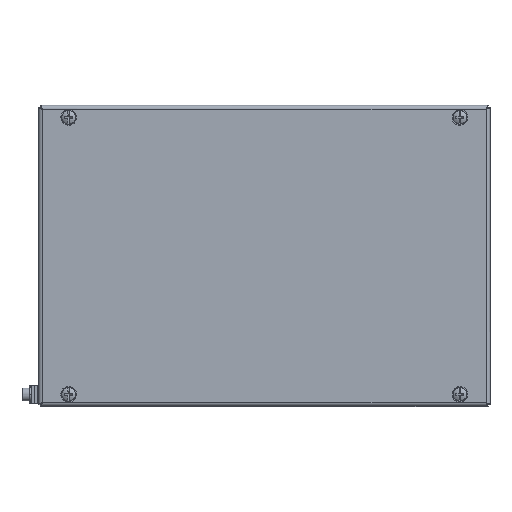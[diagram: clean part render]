
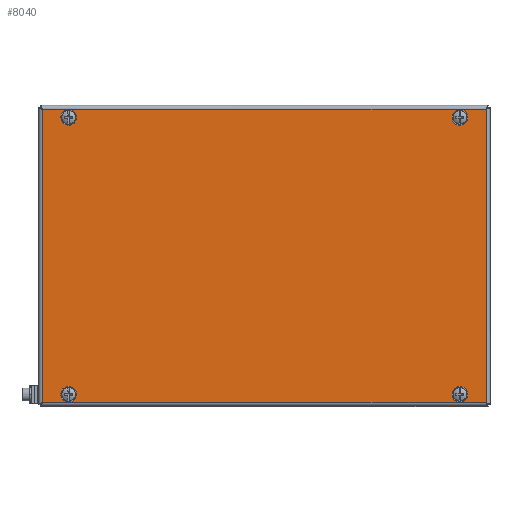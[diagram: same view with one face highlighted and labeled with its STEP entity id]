
A CAD part, top view. The second image highlights one B-rep face of the part: STEP entity #8040.
In plain terms, the highlighted face is planar.
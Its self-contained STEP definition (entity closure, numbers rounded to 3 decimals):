
#496=LINE('',#11946,#1099);
#497=LINE('',#11948,#1100);
#498=LINE('',#11950,#1101);
#499=LINE('',#11951,#1102);
#1099=VECTOR('',#9572,1000.);
#1100=VECTOR('',#9573,1000.);
#1101=VECTOR('',#9574,1000.);
#1102=VECTOR('',#9575,1000.);
#1766=PLANE('',#8634);
#2191=FACE_BOUND('',#2906,.T.);
#2192=FACE_BOUND('',#2907,.T.);
#2193=FACE_BOUND('',#2908,.T.);
#2194=FACE_BOUND('',#2909,.T.);
#2335=FACE_OUTER_BOUND('',#2905,.T.);
#2905=EDGE_LOOP('',(#5776,#5777,#5778,#5779));
#2906=EDGE_LOOP('',(#5780));
#2907=EDGE_LOOP('',(#5781));
#2908=EDGE_LOOP('',(#5782));
#2909=EDGE_LOOP('',(#5783));
#3580=CIRCLE('',#8623,4.);
#3582=CIRCLE('',#8626,4.);
#3584=CIRCLE('',#8629,4.);
#3586=CIRCLE('',#8632,4.);
#3912=VERTEX_POINT('',#11917);
#3914=VERTEX_POINT('',#11922);
#3916=VERTEX_POINT('',#11927);
#3918=VERTEX_POINT('',#11932);
#3923=VERTEX_POINT('',#11944);
#3924=VERTEX_POINT('',#11945);
#3925=VERTEX_POINT('',#11947);
#3926=VERTEX_POINT('',#11949);
#4614=EDGE_CURVE('',#3912,#3912,#3580,.T.);
#4616=EDGE_CURVE('',#3914,#3914,#3582,.T.);
#4618=EDGE_CURVE('',#3916,#3916,#3584,.T.);
#4620=EDGE_CURVE('',#3918,#3918,#3586,.T.);
#4625=EDGE_CURVE('',#3923,#3924,#496,.T.);
#4626=EDGE_CURVE('',#3924,#3925,#497,.T.);
#4627=EDGE_CURVE('',#3925,#3926,#498,.T.);
#4628=EDGE_CURVE('',#3926,#3923,#499,.T.);
#5776=ORIENTED_EDGE('',*,*,#4625,.T.);
#5777=ORIENTED_EDGE('',*,*,#4626,.T.);
#5778=ORIENTED_EDGE('',*,*,#4627,.T.);
#5779=ORIENTED_EDGE('',*,*,#4628,.T.);
#5780=ORIENTED_EDGE('',*,*,#4614,.F.);
#5781=ORIENTED_EDGE('',*,*,#4616,.F.);
#5782=ORIENTED_EDGE('',*,*,#4618,.F.);
#5783=ORIENTED_EDGE('',*,*,#4620,.F.);
#8040=ADVANCED_FACE('',(#2335,#2191,#2192,#2193,#2194),#1766,.F.);
#8623=AXIS2_PLACEMENT_3D('',#11918,#9544,#9545);
#8626=AXIS2_PLACEMENT_3D('',#11923,#9550,#9551);
#8629=AXIS2_PLACEMENT_3D('',#11928,#9556,#9557);
#8632=AXIS2_PLACEMENT_3D('',#11933,#9562,#9563);
#8634=AXIS2_PLACEMENT_3D('',#11943,#9570,#9571);
#9544=DIRECTION('center_axis',(0.,0.,-1.));
#9545=DIRECTION('ref_axis',(1.,0.,0.));
#9550=DIRECTION('center_axis',(0.,0.,-1.));
#9551=DIRECTION('ref_axis',(-1.,0.,0.));
#9556=DIRECTION('center_axis',(0.,0.,-1.));
#9557=DIRECTION('ref_axis',(1.,0.,0.));
#9562=DIRECTION('center_axis',(0.,0.,-1.));
#9563=DIRECTION('ref_axis',(-1.,0.,0.));
#9570=DIRECTION('center_axis',(0.,0.,1.));
#9571=DIRECTION('ref_axis',(1.,0.,0.));
#9572=DIRECTION('',(-1.,0.,0.));
#9573=DIRECTION('',(0.,1.,0.));
#9574=DIRECTION('',(1.,0.,0.));
#9575=DIRECTION('',(0.,-1.,0.));
#11917=CARTESIAN_POINT('',(126.,-92.,0.));
#11918=CARTESIAN_POINT('Origin',(130.,-92.,0.));
#11922=CARTESIAN_POINT('',(-134.,-92.,0.));
#11923=CARTESIAN_POINT('Origin',(-130.,-92.,0.));
#11927=CARTESIAN_POINT('',(-134.,92.,0.));
#11928=CARTESIAN_POINT('Origin',(-130.,92.,0.));
#11932=CARTESIAN_POINT('',(126.,92.,0.));
#11933=CARTESIAN_POINT('Origin',(130.,92.,0.));
#11943=CARTESIAN_POINT('Origin',(-150.,100.,0.));
#11944=CARTESIAN_POINT('',(147.5,-97.5,0.));
#11945=CARTESIAN_POINT('',(-147.5,-97.5,0.));
#11946=CARTESIAN_POINT('',(148.743,-97.5,0.));
#11947=CARTESIAN_POINT('',(-147.5,97.5,0.));
#11948=CARTESIAN_POINT('',(-147.5,-98.743,0.));
#11949=CARTESIAN_POINT('',(147.5,97.5,0.));
#11950=CARTESIAN_POINT('',(-148.743,97.5,0.));
#11951=CARTESIAN_POINT('',(147.5,98.743,0.));
